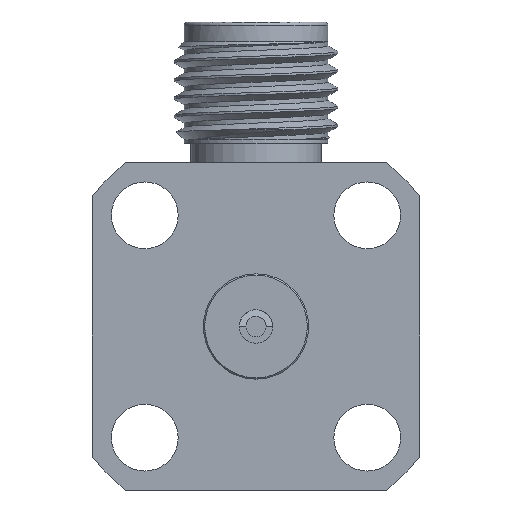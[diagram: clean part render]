
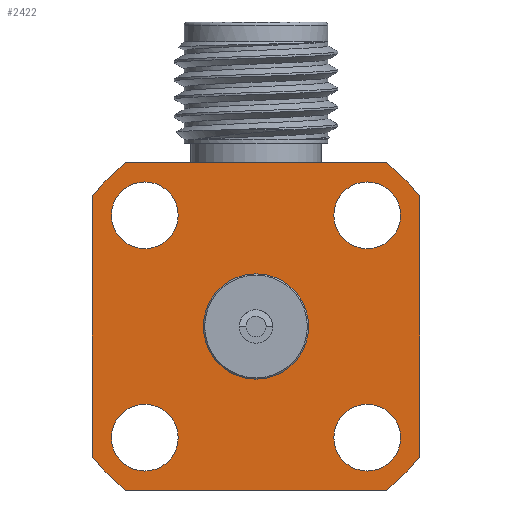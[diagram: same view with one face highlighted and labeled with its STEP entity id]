
A CAD part, left-side view. The second image highlights one B-rep face of the part: STEP entity #2422.
In plain terms, the highlighted planar face has unit normal (-1, 0, 0).
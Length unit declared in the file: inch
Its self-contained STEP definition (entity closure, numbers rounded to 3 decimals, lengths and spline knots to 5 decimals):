
#8 = EDGE_LOOP ( 'NONE', ( #166 ) ) ;
#38 = EDGE_CURVE ( 'NONE', #1796, #2379, #1190, .T. ) ;
#41 = CARTESIAN_POINT ( 'NONE',  ( -0.379, -0.17, -0.119 ) ) ;
#44 = DIRECTION ( 'NONE',  ( 0., 0., 1. ) ) ;
#64 = FACE_BOUND ( 'NONE', #931, .T. ) ;
#67 = CIRCLE ( 'NONE', #1544, 0.32 ) ;
#71 = VERTEX_POINT ( 'NONE', #622 ) ;
#95 = CIRCLE ( 'NONE', #1461, 0.32 ) ;
#113 = DIRECTION ( 'NONE',  ( -1., 0., 0. ) ) ;
#121 = CARTESIAN_POINT ( 'NONE',  ( -0.379, 0.17, -0.17 ) ) ;
#133 = DIRECTION ( 'NONE',  ( 0., 1., 0. ) ) ;
#160 = CIRCLE ( 'NONE', #1024, 0.051 ) ;
#166 = ORIENTED_EDGE ( 'NONE', *, *, #1366, .F. ) ;
#222 = AXIS2_PLACEMENT_3D ( 'NONE', #2047, #687, #1449 ) ;
#231 = CARTESIAN_POINT ( 'NONE',  ( -0.379, 0.25, -0.19975 ) ) ;
#241 = DIRECTION ( 'NONE',  ( 0., 0., 1. ) ) ;
#264 = CARTESIAN_POINT ( 'NONE',  ( -0.379, 0.17, -0.119 ) ) ;
#323 = ORIENTED_EDGE ( 'NONE', *, *, #1776, .T. ) ;
#334 = DIRECTION ( 'NONE',  ( 0., 0., 1. ) ) ;
#358 = ORIENTED_EDGE ( 'NONE', *, *, #1855, .F. ) ;
#380 = ORIENTED_EDGE ( 'NONE', *, *, #930, .T. ) ;
#388 = ORIENTED_EDGE ( 'NONE', *, *, #859, .F. ) ;
#395 = DIRECTION ( 'NONE',  ( 0., 0., 1. ) ) ;
#421 = DIRECTION ( 'NONE',  ( 0., 0., 1. ) ) ;
#432 = VERTEX_POINT ( 'NONE', #825 ) ;
#458 = EDGE_CURVE ( 'NONE', #952, #952, #160, .T. ) ;
#467 = VERTEX_POINT ( 'NONE', #670 ) ;
#487 = EDGE_CURVE ( 'NONE', #1504, #1504, #837, .T. ) ;
#488 = AXIS2_PLACEMENT_3D ( 'NONE', #1571, #2525, #395 ) ;
#500 = ORIENTED_EDGE ( 'NONE', *, *, #1990, .F. ) ;
#512 = DIRECTION ( 'NONE',  ( -1., 0., 0. ) ) ;
#516 = CARTESIAN_POINT ( 'NONE',  ( -0.379, -0.25, 0.25 ) ) ;
#568 = CIRCLE ( 'NONE', #2302, 0.32 ) ;
#622 = CARTESIAN_POINT ( 'NONE',  ( -0.379, -0.19975, -0.25 ) ) ;
#670 = CARTESIAN_POINT ( 'NONE',  ( -0.379, 0.19975, 0.25 ) ) ;
#687 = DIRECTION ( 'NONE',  ( -1., 0., 0. ) ) ;
#718 = CARTESIAN_POINT ( 'NONE',  ( -0.379, -0.17, -0.17 ) ) ;
#731 = CARTESIAN_POINT ( 'NONE',  ( -0.379, 0.19975, -0.25 ) ) ;
#773 = EDGE_CURVE ( 'NONE', #432, #2318, #95, .T. ) ;
#775 = CIRCLE ( 'NONE', #876, 0.0805 ) ;
#793 = DIRECTION ( 'NONE',  ( 0., 0., -1. ) ) ;
#820 = CARTESIAN_POINT ( 'NONE',  ( -0.379, 0.17, 0.221 ) ) ;
#825 = CARTESIAN_POINT ( 'NONE',  ( -0.379, -0.25, 0.19975 ) ) ;
#837 = CIRCLE ( 'NONE', #222, 0.051 ) ;
#859 = EDGE_CURVE ( 'NONE', #2107, #2107, #1635, .T. ) ;
#868 = CIRCLE ( 'NONE', #1107, 0.051 ) ;
#874 = EDGE_LOOP ( 'NONE', ( #1379 ) ) ;
#876 = AXIS2_PLACEMENT_3D ( 'NONE', #2094, #1324, #2312 ) ;
#921 = CARTESIAN_POINT ( 'NONE',  ( -0.379, 0.25, 0.19975 ) ) ;
#930 = EDGE_CURVE ( 'NONE', #1630, #1630, #775, .T. ) ;
#931 = EDGE_LOOP ( 'NONE', ( #380 ) ) ;
#952 = VERTEX_POINT ( 'NONE', #264 ) ;
#1024 = AXIS2_PLACEMENT_3D ( 'NONE', #121, #2458, #1846 ) ;
#1060 = EDGE_LOOP ( 'NONE', ( #2355, #1975, #500, #2400, #1092, #323, #358, #1226 ) ) ;
#1067 = EDGE_LOOP ( 'NONE', ( #1787 ) ) ;
#1088 = DIRECTION ( 'NONE',  ( -1., 0., 0. ) ) ;
#1092 = ORIENTED_EDGE ( 'NONE', *, *, #1553, .F. ) ;
#1107 = AXIS2_PLACEMENT_3D ( 'NONE', #718, #1110, #1314 ) ;
#1110 = DIRECTION ( 'NONE',  ( -1., 0., 0. ) ) ;
#1190 = CIRCLE ( 'NONE', #1311, 0.32 ) ;
#1202 = CARTESIAN_POINT ( 'NONE',  ( -0.379, 0.25, 0.25 ) ) ;
#1226 = ORIENTED_EDGE ( 'NONE', *, *, #773, .T. ) ;
#1267 = EDGE_CURVE ( 'NONE', #467, #2318, #2310, .T. ) ;
#1311 = AXIS2_PLACEMENT_3D ( 'NONE', #1394, #1403, #241 ) ;
#1314 = DIRECTION ( 'NONE',  ( 0., 0., 1. ) ) ;
#1324 = DIRECTION ( 'NONE',  ( 1., 0., 0. ) ) ;
#1366 = EDGE_CURVE ( 'NONE', #1389, #1389, #868, .T. ) ;
#1379 = ORIENTED_EDGE ( 'NONE', *, *, #458, .F. ) ;
#1389 = VERTEX_POINT ( 'NONE', #41 ) ;
#1394 = CARTESIAN_POINT ( 'NONE',  ( -0.379, 0., 0. ) ) ;
#1403 = DIRECTION ( 'NONE',  ( -1., 0., 0. ) ) ;
#1449 = DIRECTION ( 'NONE',  ( 0., 0., 1. ) ) ;
#1457 = DIRECTION ( 'NONE',  ( 0., 0., 1. ) ) ;
#1461 = AXIS2_PLACEMENT_3D ( 'NONE', #2471, #1088, #2256 ) ;
#1489 = EDGE_CURVE ( 'NONE', #467, #2456, #568, .T. ) ;
#1504 = VERTEX_POINT ( 'NONE', #1781 ) ;
#1538 = VECTOR ( 'NONE', #1856, 39.37008 ) ;
#1544 = AXIS2_PLACEMENT_3D ( 'NONE', #1567, #1771, #421 ) ;
#1553 = EDGE_CURVE ( 'NONE', #71, #2379, #1775, .T. ) ;
#1562 = FACE_OUTER_BOUND ( 'NONE', #1060, .T. ) ;
#1563 = PLANE ( 'NONE',  #488 ) ;
#1567 = CARTESIAN_POINT ( 'NONE',  ( -0.379, 0., 0. ) ) ;
#1571 = CARTESIAN_POINT ( 'NONE',  ( -0.379, 0.0805, 0. ) ) ;
#1573 = CARTESIAN_POINT ( 'NONE',  ( -0.379, -0.25, 0.25 ) ) ;
#1616 = VERTEX_POINT ( 'NONE', #2284 ) ;
#1630 = VERTEX_POINT ( 'NONE', #2387 ) ;
#1635 = CIRCLE ( 'NONE', #2373, 0.051 ) ;
#1710 = CARTESIAN_POINT ( 'NONE',  ( -0.379, -0.19975, 0.25 ) ) ;
#1771 = DIRECTION ( 'NONE',  ( -1., 0., 0. ) ) ;
#1775 = LINE ( 'NONE', #2459, #1831 ) ;
#1776 = EDGE_CURVE ( 'NONE', #71, #1616, #67, .T. ) ;
#1781 = CARTESIAN_POINT ( 'NONE',  ( -0.379, -0.17, 0.221 ) ) ;
#1787 = ORIENTED_EDGE ( 'NONE', *, *, #487, .F. ) ;
#1796 = VERTEX_POINT ( 'NONE', #231 ) ;
#1803 = FACE_BOUND ( 'NONE', #8, .T. ) ;
#1817 = CARTESIAN_POINT ( 'NONE',  ( -0.379, 0., 0. ) ) ;
#1831 = VECTOR ( 'NONE', #133, 39.37008 ) ;
#1846 = DIRECTION ( 'NONE',  ( 0., 0., 1. ) ) ;
#1855 = EDGE_CURVE ( 'NONE', #432, #1616, #2179, .T. ) ;
#1856 = DIRECTION ( 'NONE',  ( 0., -1., 0. ) ) ;
#1953 = VECTOR ( 'NONE', #44, 39.37008 ) ;
#1975 = ORIENTED_EDGE ( 'NONE', *, *, #1489, .T. ) ;
#1990 = EDGE_CURVE ( 'NONE', #1796, #2456, #2492, .T. ) ;
#2047 = CARTESIAN_POINT ( 'NONE',  ( -0.379, -0.17, 0.17 ) ) ;
#2078 = FACE_BOUND ( 'NONE', #2509, .T. ) ;
#2094 = CARTESIAN_POINT ( 'NONE',  ( -0.379, 0., 0. ) ) ;
#2107 = VERTEX_POINT ( 'NONE', #820 ) ;
#2179 = LINE ( 'NONE', #1573, #2339 ) ;
#2256 = DIRECTION ( 'NONE',  ( 0., 0., 1. ) ) ;
#2284 = CARTESIAN_POINT ( 'NONE',  ( -0.379, -0.25, -0.19975 ) ) ;
#2302 = AXIS2_PLACEMENT_3D ( 'NONE', #1817, #113, #1457 ) ;
#2310 = LINE ( 'NONE', #516, #1538 ) ;
#2312 = DIRECTION ( 'NONE',  ( 0., 0., -1. ) ) ;
#2318 = VERTEX_POINT ( 'NONE', #1710 ) ;
#2339 = VECTOR ( 'NONE', #793, 39.37008 ) ;
#2355 = ORIENTED_EDGE ( 'NONE', *, *, #1267, .F. ) ;
#2373 = AXIS2_PLACEMENT_3D ( 'NONE', #2448, #512, #334 ) ;
#2379 = VERTEX_POINT ( 'NONE', #731 ) ;
#2387 = CARTESIAN_POINT ( 'NONE',  ( -0.379, 0., -0.0805 ) ) ;
#2400 = ORIENTED_EDGE ( 'NONE', *, *, #38, .T. ) ;
#2405 = FACE_BOUND ( 'NONE', #874, .T. ) ;
#2422 = ADVANCED_FACE ( 'NONE', ( #2524, #1803, #2405, #2078, #64, #1562 ), #1563, .T. ) ;
#2448 = CARTESIAN_POINT ( 'NONE',  ( -0.379, 0.17, 0.17 ) ) ;
#2456 = VERTEX_POINT ( 'NONE', #921 ) ;
#2458 = DIRECTION ( 'NONE',  ( -1., 0., 0. ) ) ;
#2459 = CARTESIAN_POINT ( 'NONE',  ( -0.379, -0.25, -0.25 ) ) ;
#2471 = CARTESIAN_POINT ( 'NONE',  ( -0.379, 0., 0. ) ) ;
#2492 = LINE ( 'NONE', #1202, #1953 ) ;
#2509 = EDGE_LOOP ( 'NONE', ( #388 ) ) ;
#2524 = FACE_BOUND ( 'NONE', #1067, .T. ) ;
#2525 = DIRECTION ( 'NONE',  ( -1., 0., 0. ) ) ;
